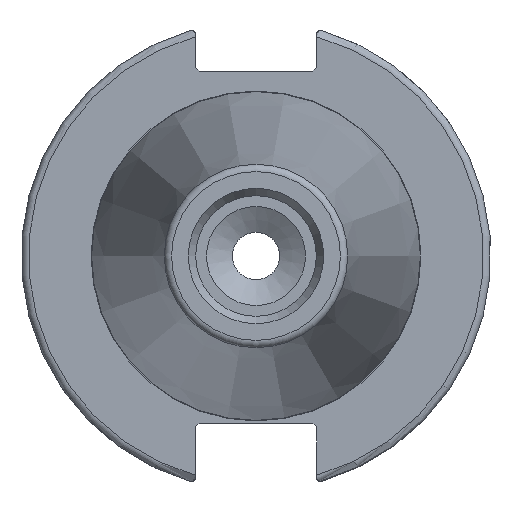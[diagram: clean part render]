
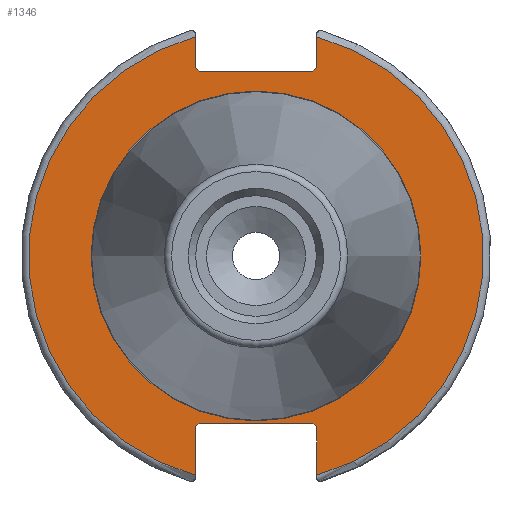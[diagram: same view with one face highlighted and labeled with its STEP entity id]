
A CAD part, left-side view. The second image highlights one B-rep face of the part: STEP entity #1346.
In plain terms, the highlighted planar face has unit normal (-1, 0, 0).
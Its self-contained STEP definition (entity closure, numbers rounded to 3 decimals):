
#84=FACE_BOUND('',#247,.T.);
#96=PLANE('',#1511);
#161=FACE_OUTER_BOUND('',#246,.T.);
#246=EDGE_LOOP('',(#956,#957,#958,#959,#960,#961,#962,#963,#964,#965,#966,
#967));
#247=EDGE_LOOP('',(#968));
#330=LINE('',#2105,#423);
#331=LINE('',#2107,#424);
#332=LINE('',#2109,#425);
#333=LINE('',#2111,#426);
#334=LINE('',#2113,#427);
#335=LINE('',#2117,#428);
#336=LINE('',#2119,#429);
#337=LINE('',#2121,#430);
#338=LINE('',#2123,#431);
#339=LINE('',#2124,#432);
#423=VECTOR('',#1713,10.);
#424=VECTOR('',#1714,10.);
#425=VECTOR('',#1715,10.);
#426=VECTOR('',#1716,10.);
#427=VECTOR('',#1717,10.);
#428=VECTOR('',#1720,10.);
#429=VECTOR('',#1721,10.);
#430=VECTOR('',#1722,10.);
#431=VECTOR('',#1723,10.);
#432=VECTOR('',#1724,10.);
#524=CIRCLE('',#1509,22.3);
#526=CIRCLE('',#1512,30.75);
#527=CIRCLE('',#1513,30.75);
#588=VERTEX_POINT('',#2096);
#589=VERTEX_POINT('',#2101);
#590=VERTEX_POINT('',#2102);
#591=VERTEX_POINT('',#2104);
#592=VERTEX_POINT('',#2106);
#593=VERTEX_POINT('',#2108);
#594=VERTEX_POINT('',#2110);
#595=VERTEX_POINT('',#2112);
#596=VERTEX_POINT('',#2114);
#597=VERTEX_POINT('',#2116);
#598=VERTEX_POINT('',#2118);
#599=VERTEX_POINT('',#2120);
#600=VERTEX_POINT('',#2122);
#730=EDGE_CURVE('',#588,#588,#524,.T.);
#732=EDGE_CURVE('',#589,#590,#526,.T.);
#733=EDGE_CURVE('',#589,#591,#330,.T.);
#734=EDGE_CURVE('',#592,#591,#331,.T.);
#735=EDGE_CURVE('',#592,#593,#332,.T.);
#736=EDGE_CURVE('',#594,#593,#333,.T.);
#737=EDGE_CURVE('',#594,#595,#334,.T.);
#738=EDGE_CURVE('',#596,#595,#527,.T.);
#739=EDGE_CURVE('',#596,#597,#335,.T.);
#740=EDGE_CURVE('',#598,#597,#336,.T.);
#741=EDGE_CURVE('',#598,#599,#337,.T.);
#742=EDGE_CURVE('',#600,#599,#338,.T.);
#743=EDGE_CURVE('',#600,#590,#339,.T.);
#956=ORIENTED_EDGE('',*,*,#732,.F.);
#957=ORIENTED_EDGE('',*,*,#733,.T.);
#958=ORIENTED_EDGE('',*,*,#734,.F.);
#959=ORIENTED_EDGE('',*,*,#735,.T.);
#960=ORIENTED_EDGE('',*,*,#736,.F.);
#961=ORIENTED_EDGE('',*,*,#737,.T.);
#962=ORIENTED_EDGE('',*,*,#738,.F.);
#963=ORIENTED_EDGE('',*,*,#739,.T.);
#964=ORIENTED_EDGE('',*,*,#740,.F.);
#965=ORIENTED_EDGE('',*,*,#741,.T.);
#966=ORIENTED_EDGE('',*,*,#742,.F.);
#967=ORIENTED_EDGE('',*,*,#743,.T.);
#968=ORIENTED_EDGE('',*,*,#730,.F.);
#1346=ADVANCED_FACE('',(#161,#84),#96,.T.);
#1509=AXIS2_PLACEMENT_3D('',#2098,#1705,#1706);
#1511=AXIS2_PLACEMENT_3D('',#2100,#1709,#1710);
#1512=AXIS2_PLACEMENT_3D('',#2103,#1711,#1712);
#1513=AXIS2_PLACEMENT_3D('',#2115,#1718,#1719);
#1705=DIRECTION('center_axis',(-1.,0.,0.));
#1706=DIRECTION('ref_axis',(0.,-1.,0.));
#1709=DIRECTION('center_axis',(-1.,0.,0.));
#1710=DIRECTION('ref_axis',(0.,0.,1.));
#1711=DIRECTION('center_axis',(1.,0.,0.));
#1712=DIRECTION('ref_axis',(0.,-1.,0.));
#1713=DIRECTION('',(0.,0.,-1.));
#1714=DIRECTION('',(0.,-0.707,0.707));
#1715=DIRECTION('',(0.,1.,0.));
#1716=DIRECTION('',(0.,-0.707,-0.707));
#1717=DIRECTION('',(0.,0.,1.));
#1718=DIRECTION('center_axis',(1.,0.,0.));
#1719=DIRECTION('ref_axis',(0.,1.,0.));
#1720=DIRECTION('',(0.,0.,1.));
#1721=DIRECTION('',(0.,0.707,-0.707));
#1722=DIRECTION('',(0.,-1.,0.));
#1723=DIRECTION('',(0.,0.707,0.707));
#1724=DIRECTION('',(0.,0.,-1.));
#2096=CARTESIAN_POINT('',(3.175,0.,22.3));
#2098=CARTESIAN_POINT('Origin',(3.175,0.,0.));
#2100=CARTESIAN_POINT('Origin',(3.175,31.75,0.));
#2101=CARTESIAN_POINT('',(3.175,-8.19,29.639));
#2102=CARTESIAN_POINT('',(3.175,-8.19,-29.639));
#2103=CARTESIAN_POINT('Origin',(3.175,0.,0.));
#2104=CARTESIAN_POINT('',(3.175,-8.19,25.5));
#2105=CARTESIAN_POINT('',(3.175,-8.19,12.5));
#2106=CARTESIAN_POINT('',(3.175,-7.69,25.));
#2107=CARTESIAN_POINT('',(3.175,8.295,9.015));
#2108=CARTESIAN_POINT('',(3.175,7.69,25.));
#2109=CARTESIAN_POINT('',(3.175,15.875,25.));
#2110=CARTESIAN_POINT('',(3.175,8.19,25.5));
#2111=CARTESIAN_POINT('',(3.175,7.58,24.89));
#2112=CARTESIAN_POINT('',(3.175,8.19,29.639));
#2113=CARTESIAN_POINT('',(3.175,8.19,12.5));
#2114=CARTESIAN_POINT('',(3.175,8.19,-29.639));
#2115=CARTESIAN_POINT('Origin',(3.175,0.,0.));
#2116=CARTESIAN_POINT('',(3.175,8.19,-23.1));
#2117=CARTESIAN_POINT('',(3.175,8.19,-11.3));
#2118=CARTESIAN_POINT('',(3.175,7.69,-22.6));
#2119=CARTESIAN_POINT('',(3.175,8.18,-23.09));
#2120=CARTESIAN_POINT('',(3.175,-7.69,-22.6));
#2121=CARTESIAN_POINT('',(3.175,15.875,-22.6));
#2122=CARTESIAN_POINT('',(3.175,-8.19,-23.1));
#2123=CARTESIAN_POINT('',(3.175,7.695,-7.215));
#2124=CARTESIAN_POINT('',(3.175,-8.19,-11.3));
